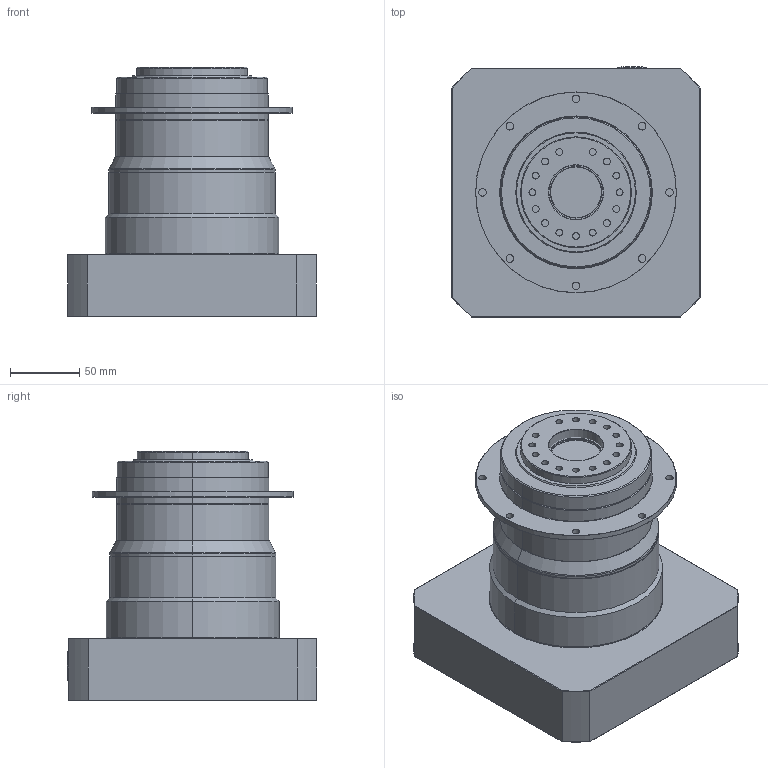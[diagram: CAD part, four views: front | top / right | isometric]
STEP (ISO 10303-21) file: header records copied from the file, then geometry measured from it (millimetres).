
FILE_DESCRIPTION (( 'STEP AP214' ), '1' );
FILE_NAME ('PGD110-10A6.STEP', '2015-07-22T11:20:13', ( '' ), ( '' ), 'SwSTEP 2.0', 'SolidWorks 2015', '' );
FILE_SCHEMA (( 'AUTOMOTIVE_DESIGN' ));
Length unit declared in the file: millimetre
Products named in the file (1): PGD110-10A6
Bounding box: 179.4 x 180.4 x 180 mm (x, y, z)
Volume: 2495945.7 mm3; surface area: 235890 mm2
Topology: 6 solids, 6 shells, 410 faces, 957 edges, 612 vertices
Faces by surface type: cylinder 180, plane 150, cone 56, torus 24
Entity records: 12240 total; most frequent: CARTESIAN_POINT 2308, DIRECTION 2215, ORIENTED_EDGE 1914, EDGE_CURVE 957, AXIS2_PLACEMENT_3D 891, VERTEX_POINT 612, EDGE_LOOP 515, CIRCLE 480
